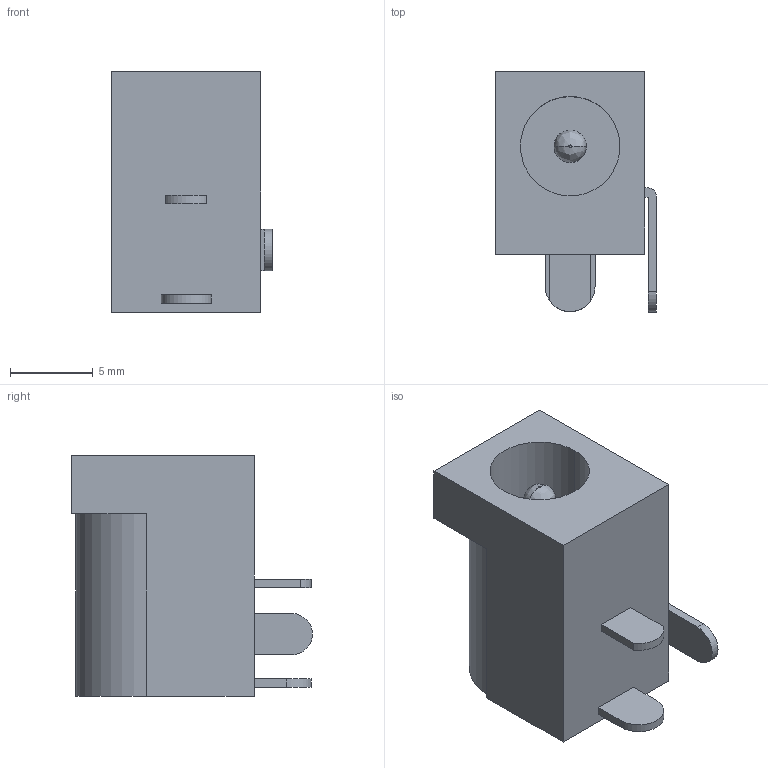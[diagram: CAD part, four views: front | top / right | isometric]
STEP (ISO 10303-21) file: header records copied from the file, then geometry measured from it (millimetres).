
FILE_DESCRIPTION (( 'STEP AP203' ), '1' );
FILE_NAME ('User Library-NEB21R.STEP', '2019-09-26T18:32:30', ( '' ), ( '' ), 'SwSTEP 2.0', 'SolidWorks 2019', '' );
FILE_SCHEMA (( 'CONFIG_CONTROL_DESIGN' ));
Length unit declared in the file: millimetre
Products named in the file (1): User Library-NEB21R
Bounding box: 9.7 x 14.5 x 14.5 mm (x, y, z)
Volume: 1083 mm3; surface area: 1036.4 mm2
Topology: 1 solids, 1 shells, 36 faces, 85 edges, 56 vertices
Faces by surface type: plane 25, cylinder 9, bspline 2
Entity records: 1132 total; most frequent: CARTESIAN_POINT 214, DIRECTION 173, ORIENTED_EDGE 170, EDGE_CURVE 85, VECTOR 63, LINE 63, VERTEX_POINT 56, AXIS2_PLACEMENT_3D 55
